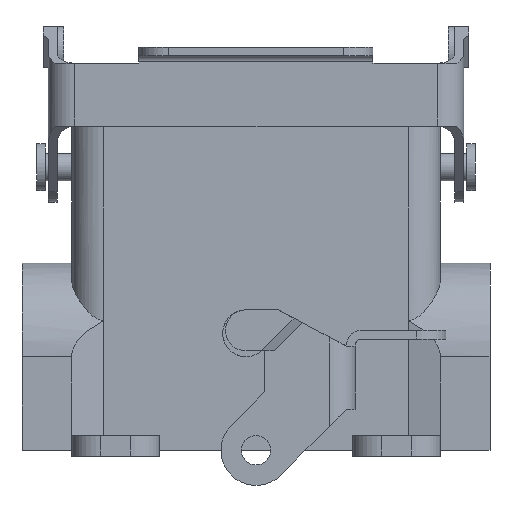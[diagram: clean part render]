
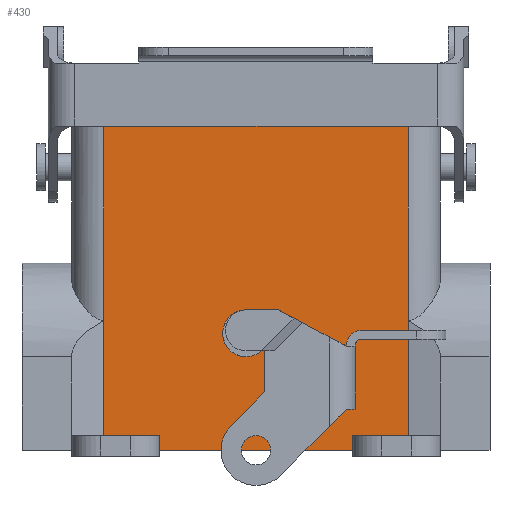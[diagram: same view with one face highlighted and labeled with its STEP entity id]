
A CAD part, front view. The second image highlights one B-rep face of the part: STEP entity #430.
In plain terms, the highlighted planar face has unit normal (0, -1, 0).
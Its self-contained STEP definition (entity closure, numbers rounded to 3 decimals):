
#430 = ADVANCED_FACE( '', ( #921 ), #922, .T. );
#921 = FACE_OUTER_BOUND( '', #1467, .T. );
#922 = PLANE( '', #1468 );
#1467 = EDGE_LOOP( '', ( #2635, #2636, #2637, #2638, #2639, #2640, #2641, #2642, #2643, #2644 ) );
#1468 = AXIS2_PLACEMENT_3D( '', #2645, #2646, #2647 );
#2635 = ORIENTED_EDGE( '', *, *, #3572, .T. );
#2636 = ORIENTED_EDGE( '', *, *, #3516, .F. );
#2637 = ORIENTED_EDGE( '', *, *, #3445, .T. );
#2638 = ORIENTED_EDGE( '', *, *, #3573, .F. );
#2639 = ORIENTED_EDGE( '', *, *, #3480, .F. );
#2640 = ORIENTED_EDGE( '', *, *, #3393, .T. );
#2641 = ORIENTED_EDGE( '', *, *, #3531, .F. );
#2642 = ORIENTED_EDGE( '', *, *, #3574, .F. );
#2643 = ORIENTED_EDGE( '', *, *, #3575, .F. );
#2644 = ORIENTED_EDGE( '', *, *, #3435, .T. );
#2645 = CARTESIAN_POINT( '', ( -26., -14.75, 56. ) );
#2646 = DIRECTION( '', ( 0., -1., 0. ) );
#2647 = DIRECTION( '', ( 0., 0., 1. ) );
#3393 = EDGE_CURVE( '', #4160, #4158, #4161, .T. );
#3435 = EDGE_CURVE( '', #4224, #4222, #4225, .T. );
#3445 = EDGE_CURVE( '', #4239, #4237, #4240, .T. );
#3480 = EDGE_CURVE( '', #4160, #4292, #4293, .T. );
#3516 = EDGE_CURVE( '', #4239, #4343, #4344, .T. );
#3531 = EDGE_CURVE( '', #4361, #4158, #4363, .T. );
#3572 = EDGE_CURVE( '', #4222, #4343, #4409, .T. );
#3573 = EDGE_CURVE( '', #4292, #4237, #4410, .T. );
#3574 = EDGE_CURVE( '', #4411, #4361, #4412, .T. );
#3575 = EDGE_CURVE( '', #4224, #4411, #4413, .T. );
#4158 = VERTEX_POINT( '', #5234 );
#4160 = VERTEX_POINT( '', #5237 );
#4161 = LINE( '', #5238, #5239 );
#4222 = VERTEX_POINT( '', #5324 );
#4224 = VERTEX_POINT( '', #5347 );
#4225 = LINE( '', #5348, #5349 );
#4237 = VERTEX_POINT( '', #5363 );
#4239 = VERTEX_POINT( '', #5366 );
#4240 = LINE( '', #5367, #5368 );
#4292 = VERTEX_POINT( '', #5437 );
#4293 = LINE( '', #5438, #5439 );
#4343 = VERTEX_POINT( '', #5507 );
#4344 = LINE( '', #5508, #5509 );
#4361 = VERTEX_POINT( '', #5551 );
#4363 = LINE( '', #5553, #5554 );
#4409 = LINE( '', #5616, #5617 );
#4410 = LINE( '', #5618, #5619 );
#4411 = VERTEX_POINT( '', #5620 );
#4412 = LINE( '', #5621, #5622 );
#4413 = LINE( '', #5623, #5624 );
#5234 = CARTESIAN_POINT( '', ( 26., -14.75, 2.5 ) );
#5237 = CARTESIAN_POINT( '', ( 16.5, -14.75, 2.5 ) );
#5238 = CARTESIAN_POINT( '', ( 26., -14.75, 2.5 ) );
#5239 = VECTOR( '', #6163, 1000. );
#5324 = CARTESIAN_POINT( '', ( -26., -14.75, 22.2 ) );
#5347 = CARTESIAN_POINT( '', ( -26., -14.75, 56. ) );
#5348 = CARTESIAN_POINT( '', ( -26., -14.75, 56. ) );
#5349 = VECTOR( '', #6209, 1000. );
#5363 = CARTESIAN_POINT( '', ( -16.5, -14.75, 0. ) );
#5366 = CARTESIAN_POINT( '', ( -16.5, -14.75, 2.5 ) );
#5367 = CARTESIAN_POINT( '', ( -16.5, -14.75, 56. ) );
#5368 = VECTOR( '', #6222, 1000. );
#5437 = CARTESIAN_POINT( '', ( 16.5, -14.75, 0. ) );
#5438 = CARTESIAN_POINT( '', ( 16.5, -14.75, 56. ) );
#5439 = VECTOR( '', #6261, 1000. );
#5507 = CARTESIAN_POINT( '', ( -26., -14.75, 2.5 ) );
#5508 = CARTESIAN_POINT( '', ( -26., -14.75, 2.5 ) );
#5509 = VECTOR( '', #6304, 1000. );
#5551 = CARTESIAN_POINT( '', ( 26., -14.75, 22.2 ) );
#5553 = CARTESIAN_POINT( '', ( 26., -14.75, 70.654 ) );
#5554 = VECTOR( '', #6324, 1000. );
#5616 = CARTESIAN_POINT( '', ( -26., -14.75, 70.654 ) );
#5617 = VECTOR( '', #6356, 1000. );
#5618 = CARTESIAN_POINT( '', ( 0., -14.75, 0. ) );
#5619 = VECTOR( '', #6357, 1000. );
#5620 = CARTESIAN_POINT( '', ( 26., -14.75, 56. ) );
#5621 = CARTESIAN_POINT( '', ( 26., -14.75, 56. ) );
#5622 = VECTOR( '', #6358, 1000. );
#5623 = CARTESIAN_POINT( '', ( -26., -14.75, 56. ) );
#5624 = VECTOR( '', #6359, 1000. );
#6163 = DIRECTION( '', ( 1., 0., 0. ) );
#6209 = DIRECTION( '', ( 0., 0., -1. ) );
#6222 = DIRECTION( '', ( 0., 0., -1. ) );
#6261 = DIRECTION( '', ( 0., 0., -1. ) );
#6304 = DIRECTION( '', ( -1., 0., 0. ) );
#6324 = DIRECTION( '', ( 0., 0., -1. ) );
#6356 = DIRECTION( '', ( 0., 0., -1. ) );
#6357 = DIRECTION( '', ( -1., 0., 0. ) );
#6358 = DIRECTION( '', ( 0., 0., -1. ) );
#6359 = DIRECTION( '', ( 1., 0., 0. ) );
